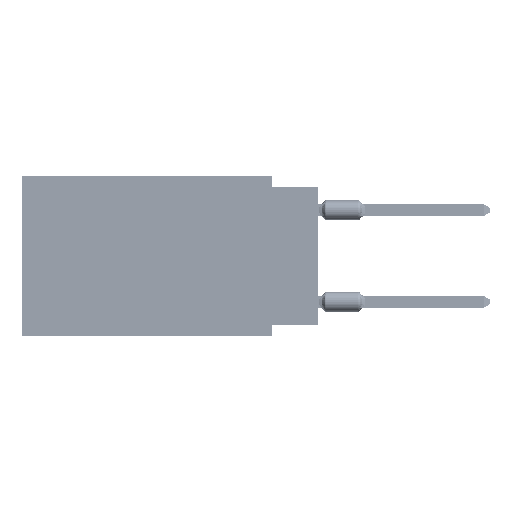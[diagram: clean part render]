
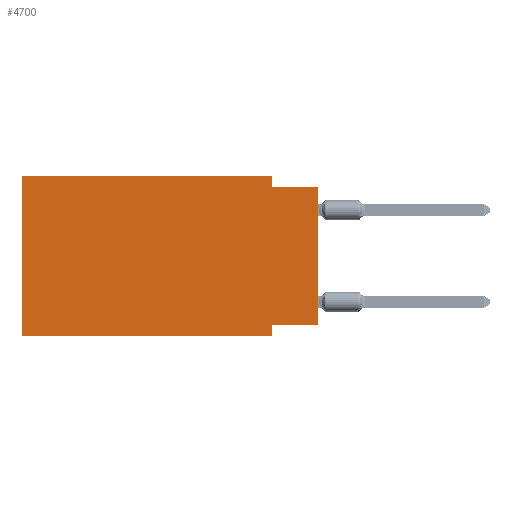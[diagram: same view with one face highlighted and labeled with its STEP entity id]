
A CAD part, left-side view. The second image highlights one B-rep face of the part: STEP entity #4700.
In plain terms, the highlighted planar face has unit normal (-1, 0, 0).
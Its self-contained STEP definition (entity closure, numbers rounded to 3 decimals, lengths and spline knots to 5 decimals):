
#2687 = EDGE_CURVE ( 'NONE', #30591, #25125, #8562, .T. ) ;
#4700 = ADVANCED_FACE ( 'NONE', ( #100988 ), #57732, .F. ) ;
#5158 = ORIENTED_EDGE ( 'NONE', *, *, #102835, .T. ) ;
#5334 = VERTEX_POINT ( 'NONE', #56201 ) ;
#5979 = DIRECTION ( 'NONE',  ( 1., 0., 0. ) ) ;
#7490 = VERTEX_POINT ( 'NONE', #65624 ) ;
#7755 = EDGE_CURVE ( 'NONE', #98148, #5334, #43954, .T. ) ;
#7990 = DIRECTION ( 'NONE',  ( 0., 0., 1. ) ) ;
#8562 = LINE ( 'NONE', #59756, #25671 ) ;
#10456 = ORIENTED_EDGE ( 'NONE', *, *, #2687, .T. ) ;
#10780 = VECTOR ( 'NONE', #57556, 39.37008 ) ;
#10981 = LINE ( 'NONE', #71862, #13447 ) ;
#11383 = LINE ( 'NONE', #103717, #52054 ) ;
#13447 = VECTOR ( 'NONE', #97468, 39.37008 ) ;
#17592 = CARTESIAN_POINT ( 'NONE',  ( 0., 0., -0.025 ) ) ;
#18347 = DIRECTION ( 'NONE',  ( 0., 0., -1. ) ) ;
#21754 = VECTOR ( 'NONE', #87191, 39.37008 ) ;
#22430 = CARTESIAN_POINT ( 'NONE',  ( 0., 0.1, -0.325 ) ) ;
#23998 = CARTESIAN_POINT ( 'NONE',  ( 0., 0.1, 0. ) ) ;
#25125 = VERTEX_POINT ( 'NONE', #88937 ) ;
#25455 = ORIENTED_EDGE ( 'NONE', *, *, #7755, .F. ) ;
#25586 = ORIENTED_EDGE ( 'NONE', *, *, #76495, .F. ) ;
#25671 = VECTOR ( 'NONE', #7990, 39.37008 ) ;
#27934 = ORIENTED_EDGE ( 'NONE', *, *, #75703, .F. ) ;
#29088 = EDGE_CURVE ( 'NONE', #7490, #25125, #52279, .T. ) ;
#30591 = VERTEX_POINT ( 'NONE', #91058 ) ;
#31894 = VERTEX_POINT ( 'NONE', #74004 ) ;
#38111 = DIRECTION ( 'NONE',  ( 0., 0., 1. ) ) ;
#40687 = DIRECTION ( 'NONE',  ( 0., 0., -1. ) ) ;
#43179 = DIRECTION ( 'NONE',  ( 0., -1., 0. ) ) ;
#43954 = LINE ( 'NONE', #61557, #49278 ) ;
#45777 = VERTEX_POINT ( 'NONE', #48798 ) ;
#46172 = VECTOR ( 'NONE', #43179, 39.37008 ) ;
#48440 = EDGE_LOOP ( 'NONE', ( #10456, #91233, #27934, #25586, #108537, #5158, #25455, #53579 ) ) ;
#48798 = CARTESIAN_POINT ( 'NONE',  ( 0., 0.645, 0. ) ) ;
#49278 = VECTOR ( 'NONE', #18347, 39.37008 ) ;
#49643 = EDGE_CURVE ( 'NONE', #30591, #98148, #10981, .T. ) ;
#52054 = VECTOR ( 'NONE', #38111, 39.37008 ) ;
#52279 = LINE ( 'NONE', #17592, #46172 ) ;
#52487 = CARTESIAN_POINT ( 'NONE',  ( 0., 0.645, 0. ) ) ;
#53579 = ORIENTED_EDGE ( 'NONE', *, *, #49643, .F. ) ;
#56201 = CARTESIAN_POINT ( 'NONE',  ( 0., 0.1, -0.35 ) ) ;
#57556 = DIRECTION ( 'NONE',  ( 0., 0., -1. ) ) ;
#57732 = PLANE ( 'NONE',  #62068 ) ;
#59756 = CARTESIAN_POINT ( 'NONE',  ( 0., 0., 0. ) ) ;
#61557 = CARTESIAN_POINT ( 'NONE',  ( 0., 0.1, -0.35 ) ) ;
#62068 = AXIS2_PLACEMENT_3D ( 'NONE', #83920, #5979, #40687 ) ;
#64178 = DIRECTION ( 'NONE',  ( 0., -1., 0. ) ) ;
#65624 = CARTESIAN_POINT ( 'NONE',  ( 0., 0.1, -0.025 ) ) ;
#69975 = VERTEX_POINT ( 'NONE', #101774 ) ;
#71862 = CARTESIAN_POINT ( 'NONE',  ( 0., 0., -0.325 ) ) ;
#72706 = LINE ( 'NONE', #107424, #106169 ) ;
#74004 = CARTESIAN_POINT ( 'NONE',  ( 0., 0.1, 0. ) ) ;
#75208 = LINE ( 'NONE', #23998, #10780 ) ;
#75703 = EDGE_CURVE ( 'NONE', #31894, #7490, #75208, .T. ) ;
#76495 = EDGE_CURVE ( 'NONE', #45777, #31894, #94023, .T. ) ;
#82621 = EDGE_CURVE ( 'NONE', #69975, #45777, #11383, .T. ) ;
#83920 = CARTESIAN_POINT ( 'NONE',  ( 0., 0.645, 0. ) ) ;
#87191 = DIRECTION ( 'NONE',  ( 0., -1., 0. ) ) ;
#88937 = CARTESIAN_POINT ( 'NONE',  ( 0., 0., -0.025 ) ) ;
#91058 = CARTESIAN_POINT ( 'NONE',  ( 0., 0., -0.325 ) ) ;
#91233 = ORIENTED_EDGE ( 'NONE', *, *, #29088, .F. ) ;
#94023 = LINE ( 'NONE', #52487, #21754 ) ;
#97468 = DIRECTION ( 'NONE',  ( 0., 1., 0. ) ) ;
#98148 = VERTEX_POINT ( 'NONE', #22430 ) ;
#100988 = FACE_OUTER_BOUND ( 'NONE', #48440, .T. ) ;
#101774 = CARTESIAN_POINT ( 'NONE',  ( 0., 0.645, -0.35 ) ) ;
#102835 = EDGE_CURVE ( 'NONE', #69975, #5334, #72706, .T. ) ;
#103717 = CARTESIAN_POINT ( 'NONE',  ( 0., 0.645, 0. ) ) ;
#106169 = VECTOR ( 'NONE', #64178, 39.37008 ) ;
#107424 = CARTESIAN_POINT ( 'NONE',  ( 0., 0.645, -0.35 ) ) ;
#108537 = ORIENTED_EDGE ( 'NONE', *, *, #82621, .F. ) ;
